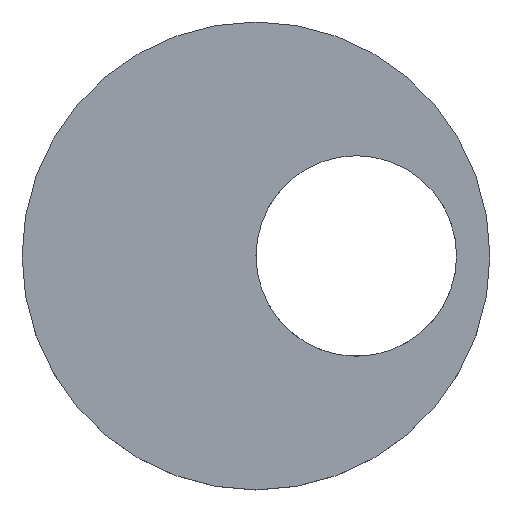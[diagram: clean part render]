
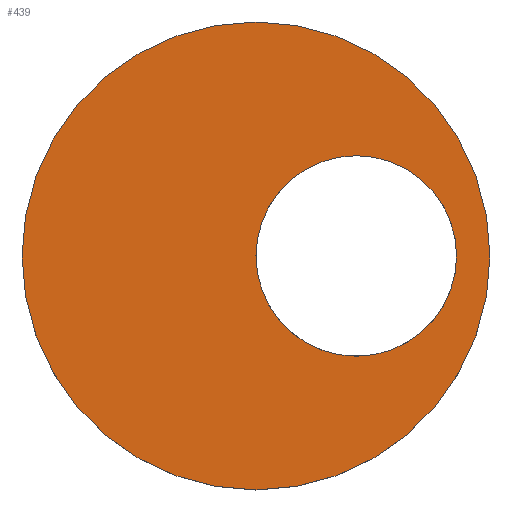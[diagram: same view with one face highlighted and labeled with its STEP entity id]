
A CAD part, top view. The second image highlights one B-rep face of the part: STEP entity #439.
In plain terms, the highlighted planar face has unit normal (0, 0, 1).
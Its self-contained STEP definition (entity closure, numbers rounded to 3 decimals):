
#8 = CARTESIAN_POINT ( 'NONE',  ( 300., 0., 135. ) ) ;
#12 = AXIS2_PLACEMENT_3D ( 'NONE', #8, #138, #420 ) ;
#19 = VERTEX_POINT ( 'NONE', #22 ) ;
#22 = CARTESIAN_POINT ( 'NONE',  ( 700., 0., 135. ) ) ;
#40 = CARTESIAN_POINT ( 'NONE',  ( 600., 0., 135. ) ) ;
#49 = DIRECTION ( 'NONE',  ( 0., 0., 1. ) ) ;
#50 = EDGE_CURVE ( 'NONE', #77, #19, #143, .T. ) ;
#62 = EDGE_CURVE ( 'NONE', #19, #77, #208, .T. ) ;
#77 = VERTEX_POINT ( 'NONE', #183 ) ;
#86 = DIRECTION ( 'NONE',  ( 1., 0., 0. ) ) ;
#94 = PLANE ( 'NONE',  #237 ) ;
#112 = AXIS2_PLACEMENT_3D ( 'NONE', #292, #49, #86 ) ;
#121 = AXIS2_PLACEMENT_3D ( 'NONE', #153, #442, #194 ) ;
#138 = DIRECTION ( 'NONE',  ( 0., 0., 1. ) ) ;
#143 = CIRCLE ( 'NONE', #349, 700. ) ;
#145 = EDGE_LOOP ( 'NONE', ( #257, #357 ) ) ;
#152 = FACE_OUTER_BOUND ( 'NONE', #421, .T. ) ;
#153 = CARTESIAN_POINT ( 'NONE',  ( 300., 0., 135. ) ) ;
#172 = CARTESIAN_POINT ( 'NONE',  ( 0., 0., 135. ) ) ;
#177 = CIRCLE ( 'NONE', #121, 300. ) ;
#178 = CIRCLE ( 'NONE', #12, 300. ) ;
#183 = CARTESIAN_POINT ( 'NONE',  ( -700., 0., 135. ) ) ;
#190 = DIRECTION ( 'NONE',  ( 1., 0., 0. ) ) ;
#194 = DIRECTION ( 'NONE',  ( 1., 0., 0. ) ) ;
#208 = CIRCLE ( 'NONE', #112, 700. ) ;
#219 = ORIENTED_EDGE ( 'NONE', *, *, #50, .T. ) ;
#220 = CARTESIAN_POINT ( 'NONE',  ( 0., 0., 135. ) ) ;
#224 = DIRECTION ( 'NONE',  ( 0., 0., 1. ) ) ;
#236 = DIRECTION ( 'NONE',  ( 0., 0., 1. ) ) ;
#237 = AXIS2_PLACEMENT_3D ( 'NONE', #403, #236, #190 ) ;
#257 = ORIENTED_EDGE ( 'NONE', *, *, #294, .F. ) ;
#259 = VERTEX_POINT ( 'NONE', #40 ) ;
#292 = CARTESIAN_POINT ( 'NONE',  ( 0., 0., 135. ) ) ;
#293 = VERTEX_POINT ( 'NONE', #172 ) ;
#294 = EDGE_CURVE ( 'NONE', #259, #293, #178, .T. ) ;
#327 = DIRECTION ( 'NONE',  ( 1., 0., 0. ) ) ;
#349 = AXIS2_PLACEMENT_3D ( 'NONE', #220, #224, #327 ) ;
#355 = EDGE_CURVE ( 'NONE', #293, #259, #177, .T. ) ;
#357 = ORIENTED_EDGE ( 'NONE', *, *, #355, .F. ) ;
#385 = ORIENTED_EDGE ( 'NONE', *, *, #62, .T. ) ;
#403 = CARTESIAN_POINT ( 'NONE',  ( 0., 0., 135. ) ) ;
#407 = FACE_BOUND ( 'NONE', #145, .T. ) ;
#420 = DIRECTION ( 'NONE',  ( 1., 0., 0. ) ) ;
#421 = EDGE_LOOP ( 'NONE', ( #219, #385 ) ) ;
#439 = ADVANCED_FACE ( 'NONE', ( #407, #152 ), #94, .T. ) ;
#442 = DIRECTION ( 'NONE',  ( 0., 0., 1. ) ) ;
